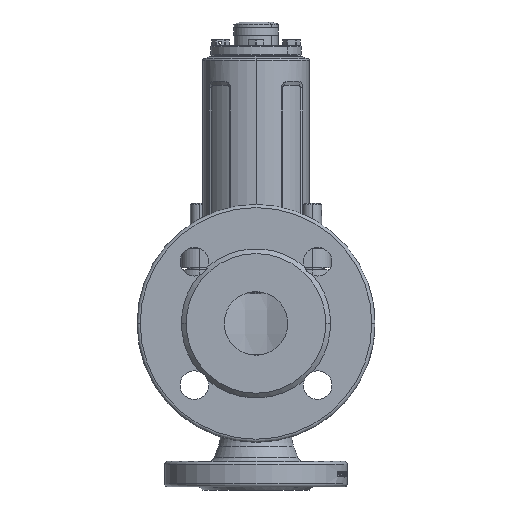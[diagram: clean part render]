
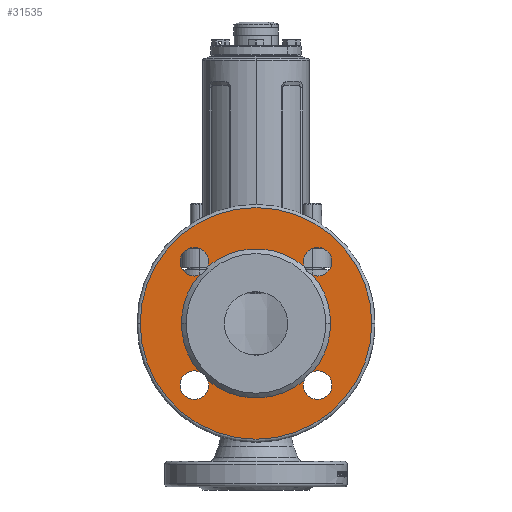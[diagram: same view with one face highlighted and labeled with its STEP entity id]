
A CAD part, left-side view. The second image highlights one B-rep face of the part: STEP entity #31535.
In plain terms, the highlighted planar face has unit normal (-1, 0, 0).
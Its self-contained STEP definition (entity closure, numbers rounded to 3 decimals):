
#2866=CARTESIAN_POINT('',(-97.,-29.891,-38.891));
#2867=VERTEX_POINT('',#2866);
#2874=CARTESIAN_POINT('',(-97.,-47.891,-38.891));
#2875=VERTEX_POINT('',#2874);
#2876=CARTESIAN_POINT('',(-97.,-38.891,-38.891));
#2877=DIRECTION('',(1.,-0.,-0.));
#2878=DIRECTION('',(0.,-1.,0.));
#2879=AXIS2_PLACEMENT_3D('',#2876,#2877,#2878);
#2880=CIRCLE('',#2879,9.);
#2881=EDGE_CURVE('NONE',#2875,#2867,#2880,.T.);
#2908=CARTESIAN_POINT('',(-97.,47.891,-38.891));
#2909=VERTEX_POINT('',#2908);
#2916=CARTESIAN_POINT('',(-97.,29.891,-38.891));
#2917=VERTEX_POINT('',#2916);
#2918=CARTESIAN_POINT('',(-97.,38.891,-38.891));
#2919=DIRECTION('',(1.,-0.,-0.));
#2920=DIRECTION('',(0.,-1.,0.));
#2921=AXIS2_PLACEMENT_3D('',#2918,#2919,#2920);
#2922=CIRCLE('',#2921,9.);
#2923=EDGE_CURVE('NONE',#2917,#2909,#2922,.T.);
#2950=CARTESIAN_POINT('',(-97.,47.891,38.891));
#2951=VERTEX_POINT('',#2950);
#2958=CARTESIAN_POINT('',(-97.,35.818,30.432));
#2959=VERTEX_POINT('',#2958);
#2960=CARTESIAN_POINT('',(-97.,38.891,38.891));
#2961=DIRECTION('',(1.,-0.,-0.));
#2962=DIRECTION('',(0.,-1.,0.));
#2963=AXIS2_PLACEMENT_3D('',#2960,#2961,#2962);
#2964=CIRCLE('',#2963,9.);
#2965=EDGE_CURVE('NONE',#2959,#2951,#2964,.T.);
#2967=CARTESIAN_POINT('',(-97.,30.432,35.818));
#2968=VERTEX_POINT('',#2967);
#2997=CARTESIAN_POINT('',(-97.,29.891,38.891));
#2998=VERTEX_POINT('',#2997);
#2999=CARTESIAN_POINT('',(-97.,38.891,38.891));
#3000=DIRECTION('',(1.,-0.,-0.));
#3001=DIRECTION('',(0.,-1.,0.));
#3002=AXIS2_PLACEMENT_3D('',#2999,#3000,#3001);
#3003=CIRCLE('',#3002,9.);
#3004=EDGE_CURVE('NONE',#2998,#2968,#3003,.T.);
#3031=CARTESIAN_POINT('',(-97.,-29.891,38.891));
#3032=VERTEX_POINT('',#3031);
#3039=CARTESIAN_POINT('',(-97.,-30.432,35.818));
#3040=VERTEX_POINT('',#3039);
#3041=CARTESIAN_POINT('',(-97.,-38.891,38.891));
#3042=DIRECTION('',(1.,-0.,-0.));
#3043=DIRECTION('',(0.,-1.,0.));
#3044=AXIS2_PLACEMENT_3D('',#3041,#3042,#3043);
#3045=CIRCLE('',#3044,9.);
#3046=EDGE_CURVE('NONE',#3040,#3032,#3045,.T.);
#3048=CARTESIAN_POINT('',(-97.,-35.818,30.432));
#3049=VERTEX_POINT('',#3048);
#3078=CARTESIAN_POINT('',(-97.,-47.891,38.891));
#3079=VERTEX_POINT('',#3078);
#3080=CARTESIAN_POINT('',(-97.,-38.891,38.891));
#3081=DIRECTION('',(1.,-0.,-0.));
#3082=DIRECTION('',(0.,-1.,0.));
#3083=AXIS2_PLACEMENT_3D('',#3080,#3081,#3082);
#3084=CIRCLE('',#3083,9.);
#3085=EDGE_CURVE('NONE',#3079,#3049,#3084,.T.);
#3101=CARTESIAN_POINT('',(-97.,73.,-0.));
#3102=VERTEX_POINT('',#3101);
#3103=CARTESIAN_POINT('',(-97.,-73.,0.));
#3104=VERTEX_POINT('',#3103);
#3105=CARTESIAN_POINT('',(-97.,0.,0.));
#3106=DIRECTION('',(1.,0.,0.));
#3107=DIRECTION('',(-0.,1.,0.));
#3108=AXIS2_PLACEMENT_3D('',#3105,#3106,#3107);
#3109=CIRCLE('',#3108,73.);
#3110=EDGE_CURVE('NONE',#3102,#3104,#3109,.T.);
#4866=CARTESIAN_POINT('',(-97.,-47.,0.));
#4867=VERTEX_POINT('',#4866);
#4874=CARTESIAN_POINT('',(-97.,0.,0.));
#4875=DIRECTION('',(1.,0.,0.));
#4876=DIRECTION('',(-0.,1.,0.));
#4877=AXIS2_PLACEMENT_3D('',#4874,#4875,#4876);
#4878=CIRCLE('',#4877,47.);
#4879=EDGE_CURVE('NONE',#3049,#4867,#4878,.T.);
#4882=CARTESIAN_POINT('',(-97.,0.,0.));
#4883=DIRECTION('',(1.,0.,0.));
#4884=DIRECTION('',(-0.,1.,0.));
#4885=AXIS2_PLACEMENT_3D('',#4882,#4883,#4884);
#4886=CIRCLE('',#4885,47.);
#4887=EDGE_CURVE('NONE',#2968,#3040,#4886,.T.);
#4890=CARTESIAN_POINT('',(-97.,47.,-0.));
#4891=VERTEX_POINT('',#4890);
#4892=CARTESIAN_POINT('',(-97.,0.,0.));
#4893=DIRECTION('',(1.,0.,0.));
#4894=DIRECTION('',(-0.,1.,0.));
#4895=AXIS2_PLACEMENT_3D('',#4892,#4893,#4894);
#4896=CIRCLE('',#4895,47.);
#4897=EDGE_CURVE('NONE',#4891,#2959,#4896,.T.);
#28005=CARTESIAN_POINT('',(-97.,35.818,-30.432));
#28006=VERTEX_POINT('',#28005);
#28007=CARTESIAN_POINT('',(-97.,0.,0.));
#28008=DIRECTION('',(1.,0.,0.));
#28009=DIRECTION('',(-0.,1.,0.));
#28010=AXIS2_PLACEMENT_3D('',#28007,#28008,#28009);
#28011=CIRCLE('',#28010,47.);
#28012=EDGE_CURVE('NONE',#28006,#4891,#28011,.T.);
#28014=CARTESIAN_POINT('',(-97.,30.432,-35.818));
#28015=VERTEX_POINT('',#28014);
#28044=CARTESIAN_POINT('',(-97.,-30.432,-35.818));
#28045=VERTEX_POINT('',#28044);
#28046=CARTESIAN_POINT('',(-97.,0.,0.));
#28047=DIRECTION('',(1.,0.,0.));
#28048=DIRECTION('',(-0.,1.,0.));
#28049=AXIS2_PLACEMENT_3D('',#28046,#28047,#28048);
#28050=CIRCLE('',#28049,47.);
#28051=EDGE_CURVE('NONE',#28045,#28015,#28050,.T.);
#28053=CARTESIAN_POINT('',(-97.,-35.818,-30.432));
#28054=VERTEX_POINT('',#28053);
#28083=CARTESIAN_POINT('',(-97.,0.,0.));
#28084=DIRECTION('',(1.,0.,0.));
#28085=DIRECTION('',(-0.,1.,0.));
#28086=AXIS2_PLACEMENT_3D('',#28083,#28084,#28085);
#28087=CIRCLE('',#28086,47.);
#28088=EDGE_CURVE('NONE',#4867,#28054,#28087,.T.);
#31458=CARTESIAN_POINT('',(-97.,0.,0.));
#31459=DIRECTION('',(1.,0.,0.));
#31460=DIRECTION('',(-0.,1.,0.));
#31461=AXIS2_PLACEMENT_3D('',#31458,#31459,#31460);
#31462=CIRCLE('',#31461,73.);
#31463=EDGE_CURVE('NONE',#3104,#3102,#31462,.T.);
#31470=CARTESIAN_POINT('',(-97.,0.,73.));
#31471=DIRECTION('',(-1.,0.,0.));
#31472=DIRECTION('',(0.,-1.,0.));
#31473=AXIS2_PLACEMENT_3D('',#31470,#31471,#31472);
#31474=PLANE('',#31473);
#31475=CARTESIAN_POINT('',(-97.,-38.891,-38.891));
#31476=DIRECTION('',(1.,-0.,-0.));
#31477=DIRECTION('',(0.,-1.,0.));
#31478=AXIS2_PLACEMENT_3D('',#31475,#31476,#31477);
#31479=CIRCLE('',#31478,9.);
#31480=EDGE_CURVE('NONE',#28054,#2875,#31479,.T.);
#31481=ORIENTED_EDGE('',*,*,#31480,.T.);
#31482=ORIENTED_EDGE('',*,*,#2881,.T.);
#31483=CARTESIAN_POINT('',(-97.,-38.891,-38.891));
#31484=DIRECTION('',(1.,-0.,-0.));
#31485=DIRECTION('',(0.,-1.,0.));
#31486=AXIS2_PLACEMENT_3D('',#31483,#31484,#31485);
#31487=CIRCLE('',#31486,9.);
#31488=EDGE_CURVE('NONE',#2867,#28045,#31487,.T.);
#31489=ORIENTED_EDGE('',*,*,#31488,.T.);
#31490=ORIENTED_EDGE('',*,*,#28051,.T.);
#31491=CARTESIAN_POINT('',(-97.,38.891,-38.891));
#31492=DIRECTION('',(1.,-0.,-0.));
#31493=DIRECTION('',(0.,-1.,0.));
#31494=AXIS2_PLACEMENT_3D('',#31491,#31492,#31493);
#31495=CIRCLE('',#31494,9.);
#31496=EDGE_CURVE('NONE',#28015,#2917,#31495,.T.);
#31497=ORIENTED_EDGE('',*,*,#31496,.T.);
#31498=ORIENTED_EDGE('',*,*,#2923,.T.);
#31499=CARTESIAN_POINT('',(-97.,38.891,-38.891));
#31500=DIRECTION('',(1.,-0.,-0.));
#31501=DIRECTION('',(0.,-1.,0.));
#31502=AXIS2_PLACEMENT_3D('',#31499,#31500,#31501);
#31503=CIRCLE('',#31502,9.);
#31504=EDGE_CURVE('NONE',#2909,#28006,#31503,.T.);
#31505=ORIENTED_EDGE('',*,*,#31504,.T.);
#31506=ORIENTED_EDGE('',*,*,#28012,.T.);
#31507=ORIENTED_EDGE('',*,*,#4897,.T.);
#31508=ORIENTED_EDGE('',*,*,#2965,.T.);
#31509=CARTESIAN_POINT('',(-97.,38.891,38.891));
#31510=DIRECTION('',(1.,-0.,-0.));
#31511=DIRECTION('',(0.,-1.,0.));
#31512=AXIS2_PLACEMENT_3D('',#31509,#31510,#31511);
#31513=CIRCLE('',#31512,9.);
#31514=EDGE_CURVE('NONE',#2951,#2998,#31513,.T.);
#31515=ORIENTED_EDGE('',*,*,#31514,.T.);
#31516=ORIENTED_EDGE('',*,*,#3004,.T.);
#31517=ORIENTED_EDGE('',*,*,#4887,.T.);
#31518=ORIENTED_EDGE('',*,*,#3046,.T.);
#31519=CARTESIAN_POINT('',(-97.,-38.891,38.891));
#31520=DIRECTION('',(1.,-0.,-0.));
#31521=DIRECTION('',(0.,-1.,0.));
#31522=AXIS2_PLACEMENT_3D('',#31519,#31520,#31521);
#31523=CIRCLE('',#31522,9.);
#31524=EDGE_CURVE('NONE',#3032,#3079,#31523,.T.);
#31525=ORIENTED_EDGE('',*,*,#31524,.T.);
#31526=ORIENTED_EDGE('',*,*,#3085,.T.);
#31527=ORIENTED_EDGE('',*,*,#4879,.T.);
#31528=ORIENTED_EDGE('',*,*,#28088,.T.);
#31529=EDGE_LOOP('',(#31481,#31482,#31489,#31490,#31497,#31498,#31505,#31506,#31507,#31508,#31515,#31516,#31517,#31518,#31525,#31526,#31527,#31528));
#31530=FACE_BOUND('',#31529,.T.);
#31531=ORIENTED_EDGE('',*,*,#3110,.F.);
#31532=ORIENTED_EDGE('',*,*,#31463,.F.);
#31533=EDGE_LOOP('',(#31531,#31532));
#31534=FACE_BOUND('',#31533,.T.);
#31535=ADVANCED_FACE('NONE',(#31530,#31534),#31474,.T.);
